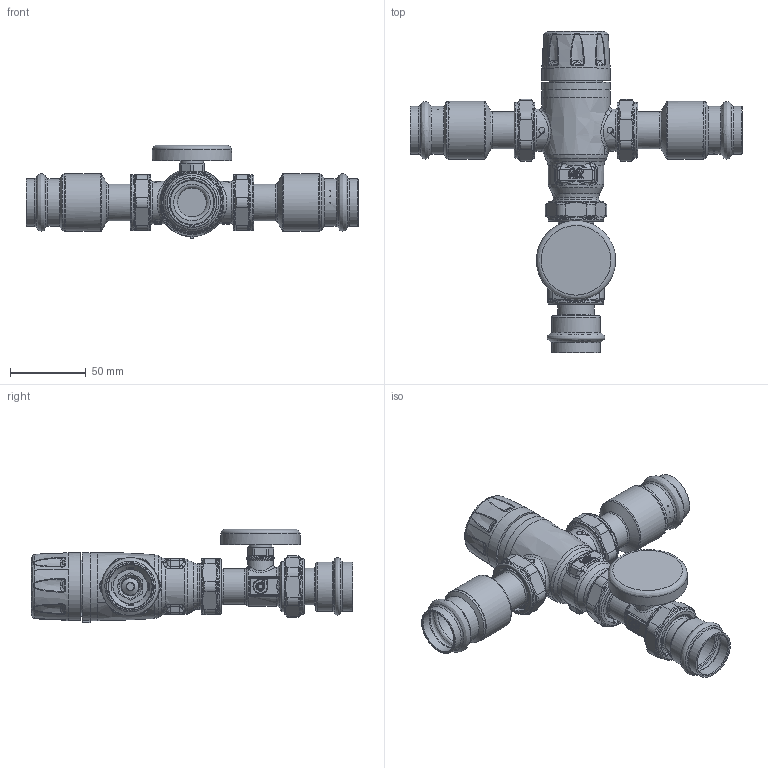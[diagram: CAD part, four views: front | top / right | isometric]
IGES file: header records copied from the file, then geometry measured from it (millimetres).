
Global section: file name: 521616AC_Simplify_1; native system: Autodesk Inventor 2025; preprocessor: unknown; author: ischreiner; date: 20250731.132019; units: inch
Bounding box: 219.35 x 212.67 x 61.89 mm (x, y, z)
Volume: 328065.2 mm3; surface area: 106069.8 mm2
Topology: 12 solids, 12 shells, 2782 faces, 6930 edges, 4064 vertices
Faces by surface type: bspline 2782
